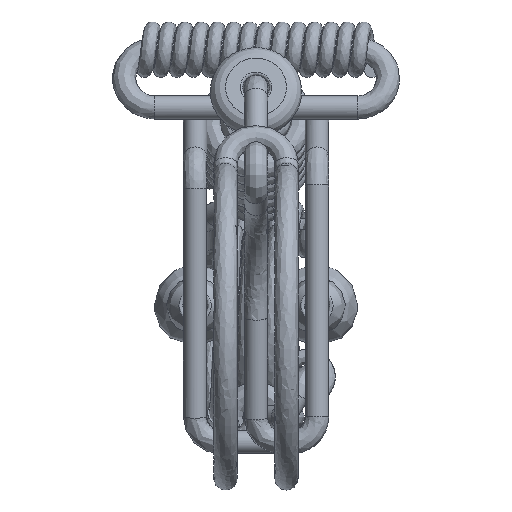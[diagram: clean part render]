
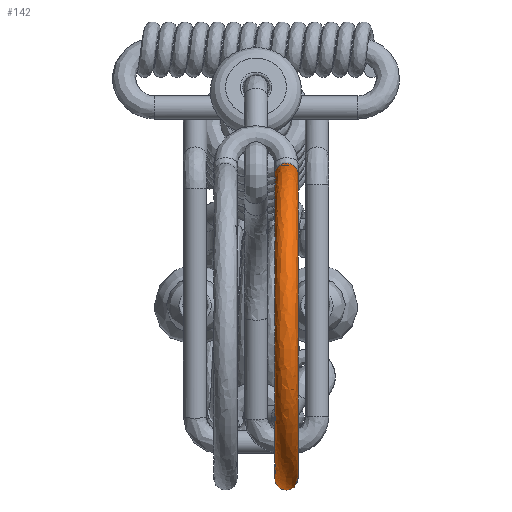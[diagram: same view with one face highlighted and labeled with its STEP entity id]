
A CAD part, front view. The second image highlights one B-rep face of the part: STEP entity #142.
In plain terms, the highlighted free-form (B-spline) face has degree [2, 2] with [5, 7] control points.
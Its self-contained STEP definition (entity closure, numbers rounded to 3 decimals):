
#24 = VERTEX_POINT('',#25);
#25 = CARTESIAN_POINT('',(4.541,-1.828,16.311)
  );
#31 = EDGE_CURVE('',#24,#24,#32,.T.);
#32 = ( BOUNDED_CURVE() B_SPLINE_CURVE(2,(#33,#34,#35,#36,#37,#38,#39),
.UNSPECIFIED.,.T.,.F.) B_SPLINE_CURVE_WITH_KNOTS((3,2,2,3),(
    4.712,6.807,8.901,10.996),
.PIECEWISE_BEZIER_KNOTS.) CURVE() GEOMETRIC_REPRESENTATION_ITEM() 
RATIONAL_B_SPLINE_CURVE((1.,0.5,1.,0.5,1.,0.5,1.)) REPRESENTATION_ITEM(
  '') );
#33 = CARTESIAN_POINT('',(4.541,-1.828,16.311)
  );
#34 = CARTESIAN_POINT('',(4.541,-1.586,14.145
    ));
#35 = CARTESIAN_POINT('',(2.653,-1.707,15.228
    ));
#36 = CARTESIAN_POINT('',(0.766,-1.828,16.311)
  );
#37 = CARTESIAN_POINT('',(2.653,-1.95,17.394
    ));
#38 = CARTESIAN_POINT('',(4.541,-2.071,18.477
    ));
#39 = CARTESIAN_POINT('',(4.541,-1.828,16.311)
  );
#142 = ADVANCED_FACE('',(#143),#167,.T.);
#143 = FACE_BOUND('',#144,.T.);
#144 = EDGE_LOOP('',(#145,#155,#165,#166));
#145 = ORIENTED_EDGE('',*,*,#146,.T.);
#146 = EDGE_CURVE('',#24,#147,#149,.T.);
#147 = VERTEX_POINT('',#148);
#148 = CARTESIAN_POINT('',(4.541,11.97,
    -11.23));
#149 = ( BOUNDED_CURVE() B_SPLINE_CURVE(2,(#150,#151,#152,#153,#154),
.UNSPECIFIED.,.F.,.F.) B_SPLINE_CURVE_WITH_KNOTS((3,2,3),(1.682
,3.606,5.53),.PIECEWISE_BEZIER_KNOTS.) CURVE() 
GEOMETRIC_REPRESENTATION_ITEM() RATIONAL_B_SPLINE_CURVE((1.,
0.572,1.,0.572,1.)) REPRESENTATION_ITEM('') );
#150 = CARTESIAN_POINT('',(4.541,-1.828,16.311
    ));
#151 = CARTESIAN_POINT('',(4.541,-25.217,
    13.689));
#152 = CARTESIAN_POINT('',(4.541,-14.675,
    -7.352));
#153 = CARTESIAN_POINT('',(4.541,-4.133,
    -28.394));
#154 = CARTESIAN_POINT('',(4.541,11.97,
    -11.23));
#155 = ORIENTED_EDGE('',*,*,#156,.T.);
#156 = EDGE_CURVE('',#147,#147,#157,.T.);
#157 = ( BOUNDED_CURVE() B_SPLINE_CURVE(2,(#158,#159,#160,#161,#162,#163
,#164),.UNSPECIFIED.,.T.,.F.) B_SPLINE_CURVE_WITH_KNOTS((3,2,2,3),(
    1.571,3.665,5.76,7.854),
.PIECEWISE_BEZIER_KNOTS.) CURVE() GEOMETRIC_REPRESENTATION_ITEM() 
RATIONAL_B_SPLINE_CURVE((1.,0.5,1.,0.5,1.,0.5,1.)) REPRESENTATION_ITEM(
  '') );
#158 = CARTESIAN_POINT('',(4.541,11.97,
    -11.23));
#159 = CARTESIAN_POINT('',(4.541,10.38,
    -9.739));
#160 = CARTESIAN_POINT('',(2.653,11.175,
    -10.485));
#161 = CARTESIAN_POINT('',(0.766,11.97,
    -11.23));
#162 = CARTESIAN_POINT('',(2.653,12.765,-11.976
    ));
#163 = CARTESIAN_POINT('',(4.541,13.559,
    -12.721));
#164 = CARTESIAN_POINT('',(4.541,11.97,
    -11.23));
#165 = ORIENTED_EDGE('',*,*,#146,.F.);
#166 = ORIENTED_EDGE('',*,*,#31,.F.);
#167 = ( BOUNDED_SURFACE() B_SPLINE_SURFACE(2,2,(
    (#168,#169,#170,#171,#172,#173,#174)
    ,(#175,#176,#177,#178,#179,#180,#181)
    ,(#182,#183,#184,#185,#186,#187,#188)
    ,(#189,#190,#191,#192,#193,#194,#195)
    ,(#196,#197,#198,#199,#200,#201,#202
)),.UNSPECIFIED.,.F.,.T.,.F.) B_SPLINE_SURFACE_WITH_KNOTS((3,2,3),(3,2,2
    ,3),(1.682,3.606,5.53),(1.571,
    3.665,5.76,7.854),
.PIECEWISE_BEZIER_KNOTS.) GEOMETRIC_REPRESENTATION_ITEM() 
RATIONAL_B_SPLINE_SURFACE((
    (1.,0.5,1.,0.5,1.,0.5,1.)
    ,(0.572,0.286,0.572,0.286
      ,0.572,0.286,0.572)
    ,(1.,0.5,1.,0.5,1.,0.5,1.)
    ,(0.572,0.286,0.572,0.286
      ,0.572,0.286,0.572)
,(1.,0.5,1.,0.5,1.,0.5,1.))) REPRESENTATION_ITEM('') SURFACE() );
#168 = CARTESIAN_POINT('',(4.541,-1.828,
    16.311));
#169 = CARTESIAN_POINT('',(4.541,-1.586,
    14.145));
#170 = CARTESIAN_POINT('',(2.653,-1.707,
    15.228));
#171 = CARTESIAN_POINT('',(0.766,-1.828,
    16.311));
#172 = CARTESIAN_POINT('',(2.653,-1.95,17.394
    ));
#173 = CARTESIAN_POINT('',(4.541,-2.071,
    18.477));
#174 = CARTESIAN_POINT('',(4.541,-1.828,
    16.311));
#175 = CARTESIAN_POINT('',(4.541,-25.217,
    13.689));
#176 = CARTESIAN_POINT('',(4.541,-21.868,
    11.872));
#177 = CARTESIAN_POINT('',(2.653,-23.542,
    12.781));
#178 = CARTESIAN_POINT('',(0.766,-25.217,
    13.689));
#179 = CARTESIAN_POINT('',(2.653,-26.891,
    14.598));
#180 = CARTESIAN_POINT('',(4.541,-28.565,
    15.507));
#181 = CARTESIAN_POINT('',(4.541,-25.217,
    13.689));
#182 = CARTESIAN_POINT('',(4.541,-14.675,
    -7.352));
#183 = CARTESIAN_POINT('',(4.541,-12.726,
    -6.376));
#184 = CARTESIAN_POINT('',(2.653,-13.7,-6.864
    ));
#185 = CARTESIAN_POINT('',(0.766,-14.675,
    -7.352));
#186 = CARTESIAN_POINT('',(2.653,-15.649,
    -7.84));
#187 = CARTESIAN_POINT('',(4.541,-16.623,
    -8.328));
#188 = CARTESIAN_POINT('',(4.541,-14.675,
    -7.352));
#189 = CARTESIAN_POINT('',(4.541,-4.133,
    -28.394));
#190 = CARTESIAN_POINT('',(4.541,-3.584,-24.623
    ));
#191 = CARTESIAN_POINT('',(2.653,-3.858,
    -26.508));
#192 = CARTESIAN_POINT('',(0.766,-4.133,
    -28.394));
#193 = CARTESIAN_POINT('',(2.653,-4.407,
    -30.279));
#194 = CARTESIAN_POINT('',(4.541,-4.681,
    -32.164));
#195 = CARTESIAN_POINT('',(4.541,-4.133,
    -28.394));
#196 = CARTESIAN_POINT('',(4.541,11.97,
    -11.23));
#197 = CARTESIAN_POINT('',(4.541,10.38,-9.739
    ));
#198 = CARTESIAN_POINT('',(2.653,11.175,
    -10.485));
#199 = CARTESIAN_POINT('',(0.766,11.97,
    -11.23));
#200 = CARTESIAN_POINT('',(2.653,12.765,
    -11.976));
#201 = CARTESIAN_POINT('',(4.541,13.559,
    -12.721));
#202 = CARTESIAN_POINT('',(4.541,11.97,
    -11.23));
